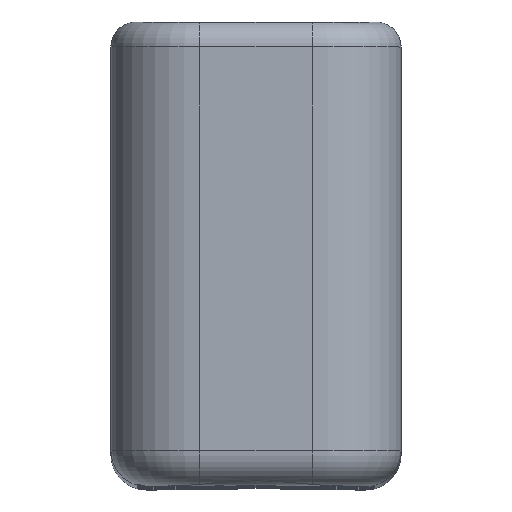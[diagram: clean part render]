
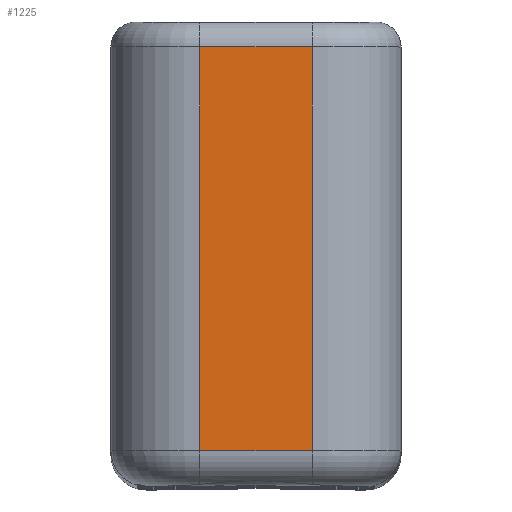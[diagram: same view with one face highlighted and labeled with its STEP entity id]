
A CAD part, top view. The second image highlights one B-rep face of the part: STEP entity #1225.
In plain terms, the highlighted planar face has unit normal (0, 0, 1).
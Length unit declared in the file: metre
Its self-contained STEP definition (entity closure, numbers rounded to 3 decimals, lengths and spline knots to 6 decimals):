
#264=ORIENTED_EDGE('',*,*,#622,.T.);
#265=ORIENTED_EDGE('',*,*,#624,.T.);
#266=ORIENTED_EDGE('',*,*,#625,.F.);
#267=ORIENTED_EDGE('',*,*,#626,.T.);
#622=EDGE_CURVE('',#802,#801,#882,.T.);
#624=EDGE_CURVE('',#801,#803,#883,.F.);
#625=EDGE_CURVE('',#804,#803,#884,.T.);
#626=EDGE_CURVE('',#804,#802,#885,.T.);
#801=VERTEX_POINT('',#2056);
#802=VERTEX_POINT('',#2058);
#803=VERTEX_POINT('',#2062);
#804=VERTEX_POINT('',#2064);
#882=LINE('',#2057,#934);
#883=LINE('',#2061,#935);
#884=LINE('',#2063,#936);
#885=LINE('',#2065,#937);
#934=VECTOR('',#1636,1.);
#935=VECTOR('',#1641,1.);
#936=VECTOR('',#1642,1.);
#937=VECTOR('',#1643,1.);
#979=EDGE_LOOP('',(#264,#265,#266,#267));
#1085=FACE_BOUND('',#979,.T.);
#1188=PLANE('',#1363);
#1225=ADVANCED_FACE('',(#1085),#1188,.T.);
#1363=AXIS2_PLACEMENT_3D('',#2060,#1639,#1640);
#1636=DIRECTION('',(0.,1.,0.));
#1639=DIRECTION('',(0.,0.,1.));
#1640=DIRECTION('',(1.,0.,0.));
#1641=DIRECTION('',(1.,0.,0.));
#1642=DIRECTION('',(0.,1.,0.));
#1643=DIRECTION('',(1.,0.,0.));
#2056=CARTESIAN_POINT('',(0.001934,-0.000858,0.04));
#2057=CARTESIAN_POINT('',(0.001934,-0.016,0.04));
#2058=CARTESIAN_POINT('',(0.001934,-0.014774,0.04));
#2060=CARTESIAN_POINT('',(0.,-0.016,0.04));
#2061=CARTESIAN_POINT('',(-0.001934,-0.000858,0.04));
#2062=CARTESIAN_POINT('',(-0.001934,-0.000858,0.04));
#2063=CARTESIAN_POINT('',(-0.001934,-0.016,0.04));
#2064=CARTESIAN_POINT('',(-0.001934,-0.014774,0.04));
#2065=CARTESIAN_POINT('',(0.,-0.014774,0.04));
